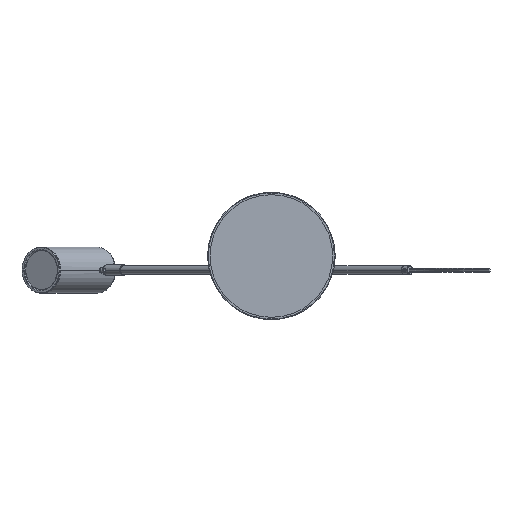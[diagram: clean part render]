
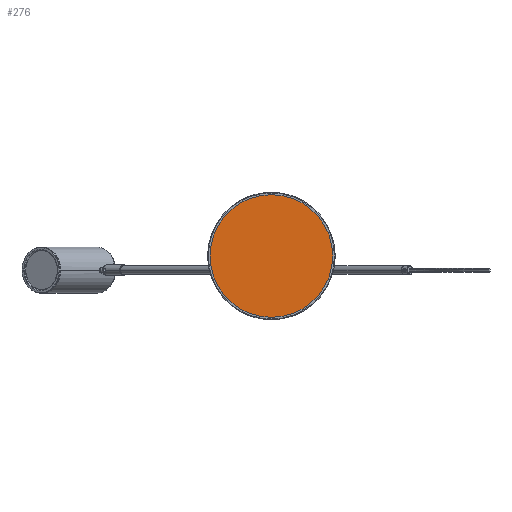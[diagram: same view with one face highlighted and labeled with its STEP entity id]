
A CAD part, front view. The second image highlights one B-rep face of the part: STEP entity #276.
In plain terms, the highlighted planar face has unit normal (0, -1, 0).
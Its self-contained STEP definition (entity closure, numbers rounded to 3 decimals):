
#229=CARTESIAN_POINT('',(0.,0.,0.));
#230=DIRECTION('',(0.,1.,0.));
#231=DIRECTION('',(1.,0.,0.));
#232=AXIS2_PLACEMENT_3D('',#229,#230,#231);
#234=CARTESIAN_POINT('',(0.,0.,0.));
#235=DIRECTION('',(0.,1.,0.));
#236=DIRECTION('',(-1.,0.,0.));
#237=AXIS2_PLACEMENT_3D('',#234,#235,#236);
#257=CARTESIAN_POINT('',(86.5,0.,0.));
#258=CARTESIAN_POINT('',(-86.5,0.,0.));
#259=VERTEX_POINT('',#257);
#260=VERTEX_POINT('',#258);
#265=CARTESIAN_POINT('',(0.,0.,0.));
#266=DIRECTION('',(0.,1.,0.));
#267=DIRECTION('',(1.,0.,0.));
#268=AXIS2_PLACEMENT_3D('',#265,#266,#267);
#269=PLANE('',#268);
#271=ORIENTED_EDGE('',*,*,#270,.T.);
#273=ORIENTED_EDGE('',*,*,#272,.T.);
#274=EDGE_LOOP('',(#271,#273));
#275=FACE_OUTER_BOUND('',#274,.F.);
#276=ADVANCED_FACE('',(#275),#269,.F.);
#233=CIRCLE('',#232,86.5);
#238=CIRCLE('',#237,86.5);
#270=EDGE_CURVE('',#259,#260,#233,.T.);
#272=EDGE_CURVE('',#260,#259,#238,.T.);
